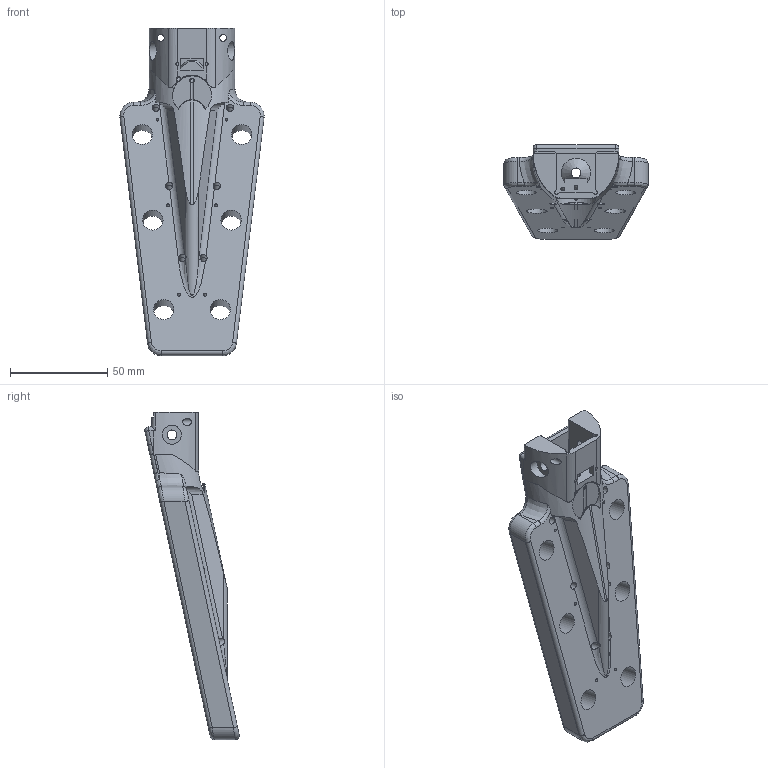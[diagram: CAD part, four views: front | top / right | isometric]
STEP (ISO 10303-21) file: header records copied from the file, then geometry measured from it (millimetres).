
FILE_DESCRIPTION(/* description */ ('STEP AP242','CAx-IF Rec.Pracs.---Representation and Presentation of Product Manufacturing Information (PMI)---4.0---2014-10-13','CAx-IF Rec.Pracs.---3D Tessellated Geometry---0.4---2014-09-14','2;1'),/* implementation_level */ '2;1');
FILE_NAME(/* name */ '67c6381180f29214f6c71a06',/* time_stamp */ '2025-03-03T23:15:29Z',/* author */ (''),/* organization */ (''),/* preprocessor_version */ 'ST-DEVELOPER v20',/* originating_system */ 'ONSHAPE BY PTC INC, 1.194',/* authorisation */ ' ');
FILE_SCHEMA (('AP242_MANAGED_MODEL_BASED_3D_ENGINEERING_MIM_LF { 1 0 10303 442 1 1 4 }'));
Length unit declared in the file: metre
Products named in the file (1): Head
Bounding box: 74.11 x 48.48 x 168.07 mm (x, y, z)
Volume: 139211.5 mm3; surface area: 33141.2 mm2
Topology: 1 solids, 1 shells, 199 faces, 527 edges, 334 vertices
Faces by surface type: cylinder 92, plane 63, bspline 33, torus 6, cone 3, sphere 2
Full cylindrical faces by diameter (mm): 1.5 x8, 2 x1, 3.2 x6, 3.5 x2, 3.75 x8, 5 x3, 9.75 x2, 10.5 x6, 12 x1
Entity records: 6946 total; most frequent: CARTESIAN_POINT 2342, ORIENTED_EDGE 944, DIRECTION 892, EDGE_CURVE 472, AXIS2_PLACEMENT_3D 367, VERTEX_POINT 323, FACE_BOUND 291, EDGE_LOOP 289
